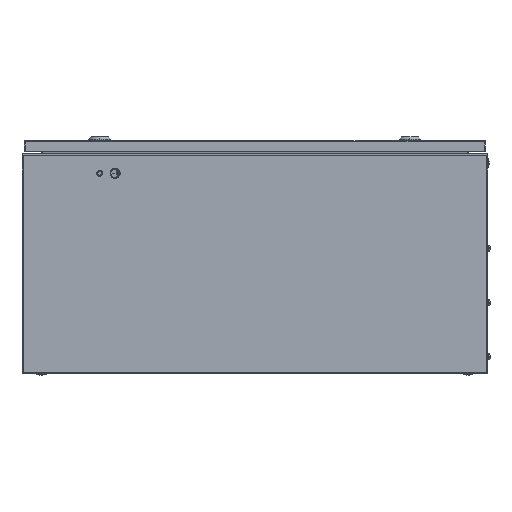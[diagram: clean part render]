
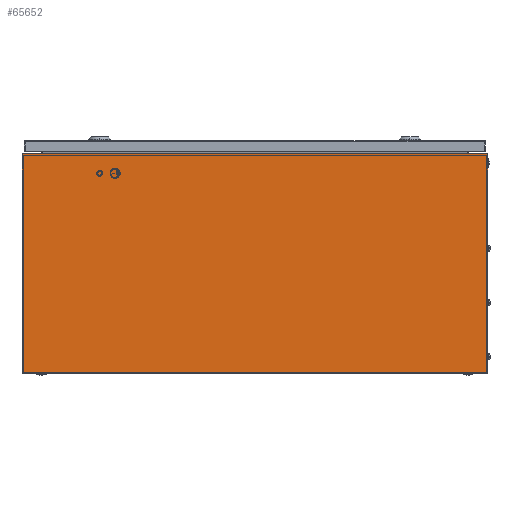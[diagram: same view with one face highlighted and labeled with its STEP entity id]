
A CAD part, left-side view. The second image highlights one B-rep face of the part: STEP entity #65652.
In plain terms, the highlighted planar face has unit normal (-1, 0, 0).
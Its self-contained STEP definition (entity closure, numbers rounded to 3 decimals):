
#1664 = DIRECTION ( 'NONE',  ( 0., 0., -1. ) ) ;
#1689 = VECTOR ( 'NONE', #43427, 1000. ) ;
#2535 = EDGE_CURVE ( 'NONE', #71883, #27159, #28989, .T. ) ;
#4262 = VECTOR ( 'NONE', #74812, 1000. ) ;
#4541 = FACE_OUTER_BOUND ( 'NONE', #47176, .T. ) ;
#13368 = EDGE_CURVE ( 'NONE', #36989, #26023, #51353, .T. ) ;
#13668 = VECTOR ( 'NONE', #63304, 1000. ) ;
#21687 = CARTESIAN_POINT ( 'NONE',  ( 0., 600., 283. ) ) ;
#22124 = DIRECTION ( 'NONE',  ( 0., 0., -1. ) ) ;
#26023 = VERTEX_POINT ( 'NONE', #68031 ) ;
#27159 = VERTEX_POINT ( 'NONE', #43337 ) ;
#28989 = LINE ( 'NONE', #63814, #73591 ) ;
#33044 = CARTESIAN_POINT ( 'NONE',  ( 0., 0., 283. ) ) ;
#36989 = VERTEX_POINT ( 'NONE', #54518 ) ;
#38903 = DIRECTION ( 'NONE',  ( 1., 0., 0. ) ) ;
#43337 = CARTESIAN_POINT ( 'NONE',  ( 0., 0., 0. ) ) ;
#43427 = DIRECTION ( 'NONE',  ( 0., -1., 0. ) ) ;
#44475 = ORIENTED_EDGE ( 'NONE', *, *, #2535, .F. ) ;
#45307 = CARTESIAN_POINT ( 'NONE',  ( 0., 0., 0. ) ) ;
#47176 = EDGE_LOOP ( 'NONE', ( #77071, #44475, #51557, #67234 ) ) ;
#47968 = EDGE_CURVE ( 'NONE', #26023, #27159, #58152, .T. ) ;
#51353 = LINE ( 'NONE', #21687, #4262 ) ;
#51557 = ORIENTED_EDGE ( 'NONE', *, *, #59978, .F. ) ;
#54386 = CARTESIAN_POINT ( 'NONE',  ( 0., 0., 283. ) ) ;
#54518 = CARTESIAN_POINT ( 'NONE',  ( 0., 600., 283. ) ) ;
#56177 = AXIS2_PLACEMENT_3D ( 'NONE', #33044, #38903, #22124 ) ;
#58152 = LINE ( 'NONE', #45307, #13668 ) ;
#59978 = EDGE_CURVE ( 'NONE', #36989, #71883, #66923, .T. ) ;
#63304 = DIRECTION ( 'NONE',  ( 0., -1., 0. ) ) ;
#63814 = CARTESIAN_POINT ( 'NONE',  ( 0., 0., 283. ) ) ;
#63932 = PLANE ( 'NONE',  #56177 ) ;
#65652 = ADVANCED_FACE ( 'NONE', ( #4541 ), #63932, .F. ) ;
#66923 = LINE ( 'NONE', #54386, #1689 ) ;
#67234 = ORIENTED_EDGE ( 'NONE', *, *, #13368, .T. ) ;
#67995 = CARTESIAN_POINT ( 'NONE',  ( 0., 0., 283. ) ) ;
#68031 = CARTESIAN_POINT ( 'NONE',  ( 0., 600., 0. ) ) ;
#71883 = VERTEX_POINT ( 'NONE', #67995 ) ;
#73591 = VECTOR ( 'NONE', #1664, 1000. ) ;
#74812 = DIRECTION ( 'NONE',  ( 0., 0., -1. ) ) ;
#77071 = ORIENTED_EDGE ( 'NONE', *, *, #47968, .T. ) ;
